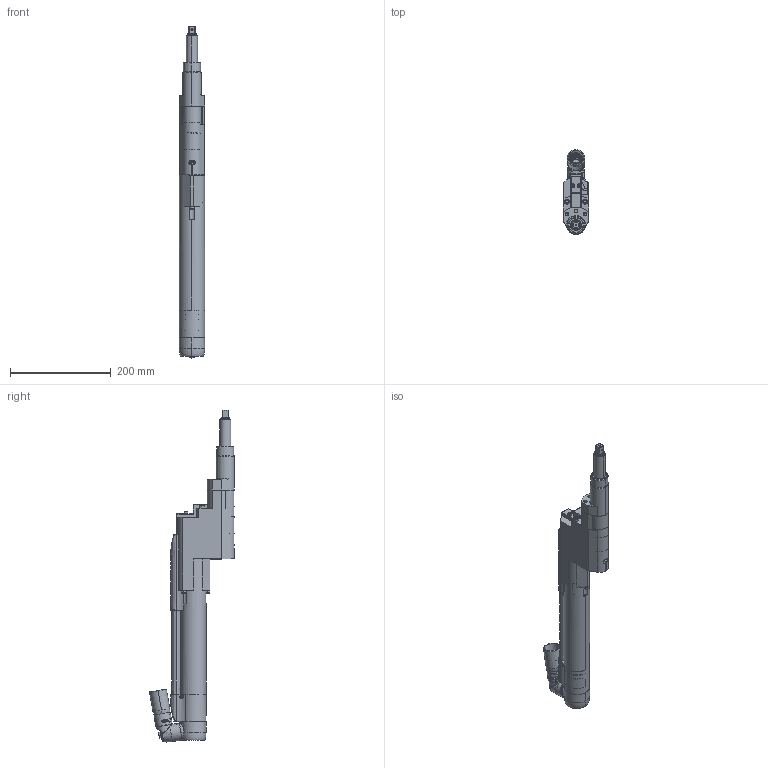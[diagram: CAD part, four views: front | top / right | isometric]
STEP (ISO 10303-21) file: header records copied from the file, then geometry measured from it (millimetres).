
FILE_DESCRIPTION((''),'2;1');
FILE_NAME('K_8435605080_ASM','2013-07-11T',('tooextcsr'),(''),'PRO/ENGINEER BY PARAMETRIC TECHNOLOGY CORPORATION, 2012420','PRO/ENGINEER BY PARAMETRIC TECHNOLOGY CORPORATION, 2012420','');
FILE_SCHEMA(('CONFIG_CONTROL_DESIGN','GEOMETRIC_VALIDATION_PROPERTIES_MIM'));
Products named in the file (5): QST50_REARCOVER_00; QST_CONNECTOR_02; QST50_150_COATT_BODY_50; QST50_SOCKETHOLDER_137_13; K_8435605080_ASM
Assembly tree (4 placements, depth 2):
  K_8435605080_ASM
    QST50_REARCOVER_00
    QST_CONNECTOR_02
    QST50_150_COATT_BODY_50
    QST50_SOCKETHOLDER_137_13
Bounding box: 50 x 168.31 x 658.37 mm (x, y, z)
Volume: 876864 mm3; surface area: 350417.4 mm2
Topology: 4 solids, 65 shells, 4184 faces, 11744 edges, 7653 vertices
Faces by surface type: plane 1556, cylinder 1171, bspline 530, cone 469, torus 432, extrusion 12, sphere 8, revolution 6
Entity records: 179583 total; most frequent: CARTESIAN_POINT 48647, ORIENTED_EDGE 23282, DIRECTION 20808, EDGE_CURVE 11685, AXIS2_PLACEMENT_3D 7904, VERTEX_POINT 7653, VECTOR 4994, LINE 4982
